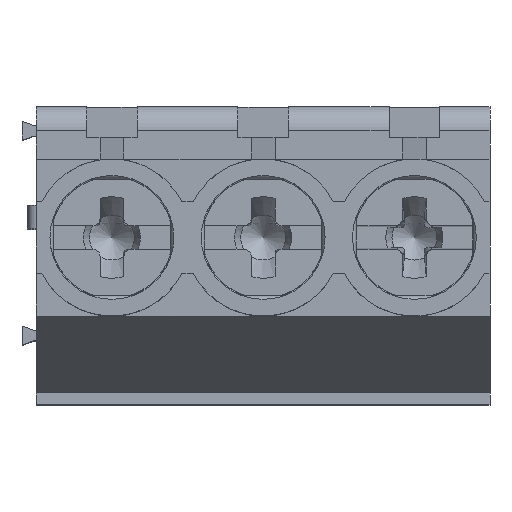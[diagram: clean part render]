
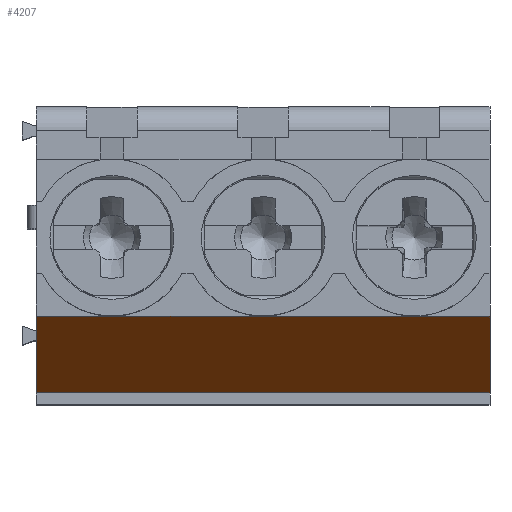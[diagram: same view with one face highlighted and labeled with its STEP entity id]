
A CAD part, top view. The second image highlights one B-rep face of the part: STEP entity #4207.
In plain terms, the highlighted planar face has unit normal (0, -0.814, 0.581).
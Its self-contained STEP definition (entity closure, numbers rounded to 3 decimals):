
#292=LINE('',#6232,#718);
#373=LINE('',#6866,#799);
#450=LINE('',#7526,#876);
#466=LINE('',#7556,#892);
#468=LINE('',#7560,#894);
#469=LINE('',#7562,#895);
#470=LINE('',#7564,#896);
#718=VECTOR('',#4943,1000.);
#799=VECTOR('',#5084,1000.);
#876=VECTOR('',#5311,1000.);
#892=VECTOR('',#5343,1000.);
#894=VECTOR('',#5347,1000.);
#895=VECTOR('',#5348,1000.);
#896=VECTOR('',#5349,1000.);
#1698=ORIENTED_EDGE('',*,*,#2612,.T.);
#1699=ORIENTED_EDGE('',*,*,#2402,.F.);
#1700=ORIENTED_EDGE('',*,*,#2499,.F.);
#1701=ORIENTED_EDGE('',*,*,#2596,.F.);
#1702=ORIENTED_EDGE('',*,*,#2614,.F.);
#1703=ORIENTED_EDGE('',*,*,#2615,.F.);
#1704=ORIENTED_EDGE('',*,*,#2616,.T.);
#2402=EDGE_CURVE('',#2961,#2962,#292,.T.);
#2499=EDGE_CURVE('',#2953,#2961,#373,.T.);
#2596=EDGE_CURVE('',#3081,#2953,#450,.T.);
#2612=EDGE_CURVE('',#3103,#2962,#466,.T.);
#2614=EDGE_CURVE('',#3104,#3081,#468,.T.);
#2615=EDGE_CURVE('',#3105,#3104,#469,.T.);
#2616=EDGE_CURVE('',#3105,#3103,#470,.T.);
#2953=VERTEX_POINT('',#6211);
#2961=VERTEX_POINT('',#6231);
#2962=VERTEX_POINT('',#6233);
#3081=VERTEX_POINT('',#7468);
#3103=VERTEX_POINT('',#7557);
#3104=VERTEX_POINT('',#7561);
#3105=VERTEX_POINT('',#7563);
#3495=EDGE_LOOP('',(#1698,#1699,#1700,#1701,#1702,#1703,#1704));
#3768=FACE_BOUND('',#3495,.T.);
#3995=PLANE('',#4539);
#4207=ADVANCED_FACE('',(#3768),#3995,.T.);
#4539=AXIS2_PLACEMENT_3D('',#7559,#5345,#5346);
#4943=DIRECTION('',(0.,-0.581,-0.814));
#5084=DIRECTION('',(1.,0.,0.));
#5311=DIRECTION('',(1.,0.,0.));
#5343=DIRECTION('',(1.,0.,0.));
#5345=DIRECTION('',(0.,-0.814,0.581));
#5346=DIRECTION('',(0.,-0.581,-0.814));
#5347=DIRECTION('',(1.,0.,0.));
#5348=DIRECTION('',(1.,0.,0.));
#5349=DIRECTION('',(0.,-0.581,-0.814));
#6211=CARTESIAN_POINT('',(15.875,3.7,16.7));
#6231=CARTESIAN_POINT('',(19.05,3.7,16.7));
#6232=CARTESIAN_POINT('',(19.05,3.7,16.7));
#6233=CARTESIAN_POINT('',(19.05,0.489,12.2));
#6866=CARTESIAN_POINT('',(12.7,3.7,16.7));
#7468=CARTESIAN_POINT('',(9.525,3.7,16.7));
#7526=CARTESIAN_POINT('',(12.7,3.7,16.7));
#7556=CARTESIAN_POINT('',(6.35,0.489,12.2));
#7557=CARTESIAN_POINT('',(0.,0.489,12.2));
#7559=CARTESIAN_POINT('',(6.35,3.7,16.7));
#7560=CARTESIAN_POINT('',(6.35,3.7,16.7));
#7561=CARTESIAN_POINT('',(3.175,3.7,16.7));
#7562=CARTESIAN_POINT('',(6.35,3.7,16.7));
#7563=CARTESIAN_POINT('',(0.,3.7,16.7));
#7564=CARTESIAN_POINT('',(0.,3.7,16.7));
